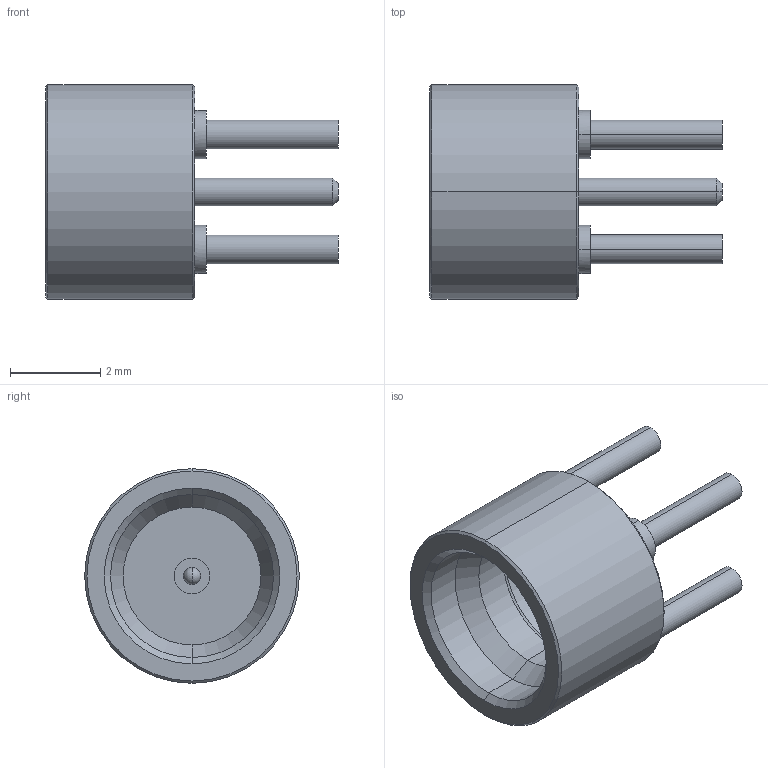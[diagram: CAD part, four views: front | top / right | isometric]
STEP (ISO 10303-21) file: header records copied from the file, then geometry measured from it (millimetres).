
FILE_DESCRIPTION (( 'STEP AP203' ), '1' );
FILE_NAME ('PE44936.step', '2018-12-19T18:31:47', ( '' ), ( '' ), 'SwSTEP 2.0', 'SolidWorks 2017', '' );
FILE_SCHEMA (( 'CONFIG_CONTROL_DESIGN' ));
Length unit declared in the file: inch
Products named in the file (1): PE44936
Bounding box: 6.48 x 4.75 x 4.75 mm (x, y, z)
Volume: 39.6 mm3; surface area: 145.5 mm2
Topology: 1 solids, 1 shells, 60 faces, 134 edges, 83 vertices
Faces by surface type: cylinder 32, plane 14, cone 12, sphere 2
Entity records: 1743 total; most frequent: DIRECTION 330, CARTESIAN_POINT 284, ORIENTED_EDGE 260, AXIS2_PLACEMENT_3D 143, EDGE_CURVE 130, CIRCLE 82, VERTEX_POINT 81, EDGE_LOOP 69
